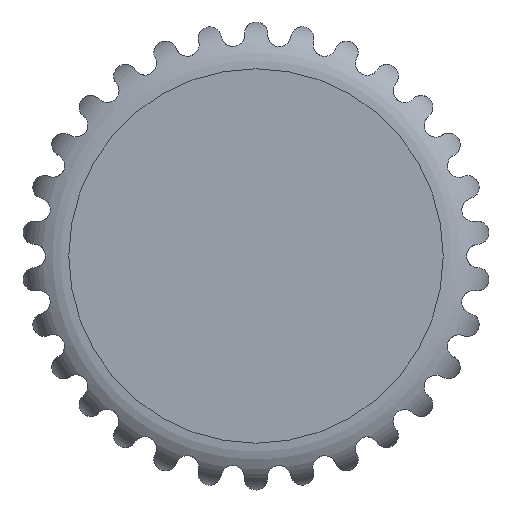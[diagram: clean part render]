
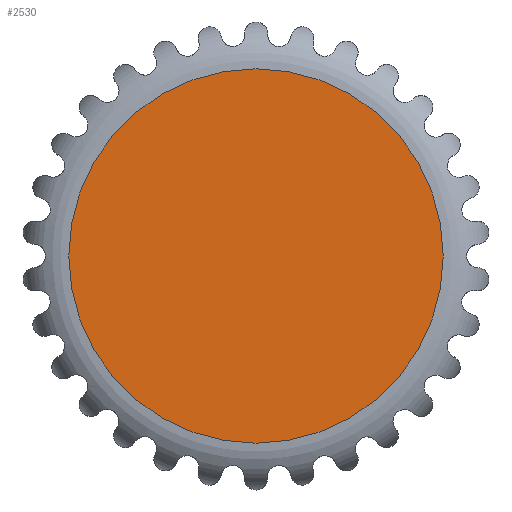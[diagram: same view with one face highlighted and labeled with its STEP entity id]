
A CAD part, front view. The second image highlights one B-rep face of the part: STEP entity #2530.
In plain terms, the highlighted planar face has unit normal (0, -1, 0).
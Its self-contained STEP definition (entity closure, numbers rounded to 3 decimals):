
#17=PLANE('',#2854);
#144=FACE_OUTER_BOUND('',#272,.T.);
#272=EDGE_LOOP('',(#2148));
#801=CIRCLE('',#2852,12.);
#1077=VERTEX_POINT('',#5872);
#1474=EDGE_CURVE('',#1077,#1077,#801,.T.);
#2148=ORIENTED_EDGE('',*,*,#1474,.F.);
#2530=ADVANCED_FACE('',(#144),#17,.T.);
#2852=AXIS2_PLACEMENT_3D('',#5873,#3589,#3590);
#2854=AXIS2_PLACEMENT_3D('',#5875,#3593,#3594);
#3589=DIRECTION('center_axis',(0.,1.,0.));
#3590=DIRECTION('ref_axis',(1.,0.,0.));
#3593=DIRECTION('center_axis',(0.,-1.,0.));
#3594=DIRECTION('ref_axis',(1.,0.,0.));
#5872=CARTESIAN_POINT('',(142.,-32.15,83.));
#5873=CARTESIAN_POINT('Origin',(142.,-32.15,71.));
#5875=CARTESIAN_POINT('Origin',(142.,-32.15,71.));
